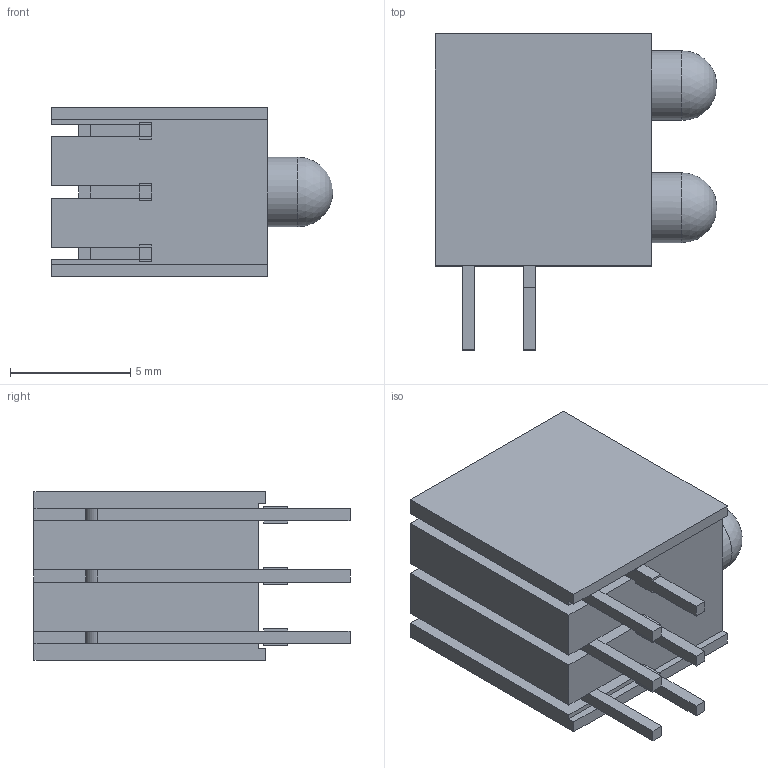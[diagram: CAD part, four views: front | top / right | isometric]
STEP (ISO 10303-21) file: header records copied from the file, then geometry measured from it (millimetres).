
FILE_DESCRIPTION(/* description */ (''),/* implementation_level */ '2;1');
FILE_NAME(/* name */ 'LED Light.step',/* time_stamp */ '2025-07-23T13:11:22-04:00',/* author */ (''),/* organization */ (''),/* preprocessor_version */ 'ST-DEVELOPER v20.1',/* originating_system */ 'Autodesk Translation Framework v14.10.0.0',/* authorisation */ '');
FILE_SCHEMA (('AUTOMOTIVE_DESIGN { 1 0 10303 214 3 1 1 }'));
Length unit declared in the file: millimetre
Products named in the file (1): 130WCP
Bounding box: 11.72 x 13.15 x 7 mm (x, y, z)
Volume: 592.2 mm3; surface area: 661.3 mm2
Topology: 1 solids, 1 shells, 391 faces, 1065 edges, 704 vertices
Faces by surface type: plane 268, bspline 116, cylinder 5, sphere 2
Full cylindrical faces by diameter (mm): 2.9 x2
Entity records: 18187 total; most frequent: CARTESIAN_POINT 8703, ORIENTED_EDGE 2126, DIRECTION 1405, EDGE_CURVE 1063, LINE 809, VECTOR 809, VERTEX_POINT 704, EDGE_LOOP 421
